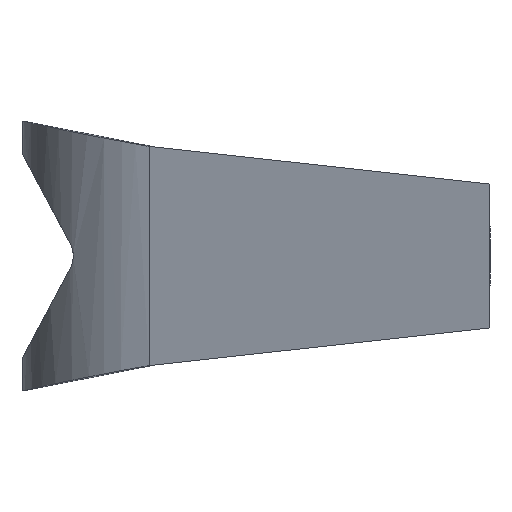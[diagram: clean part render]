
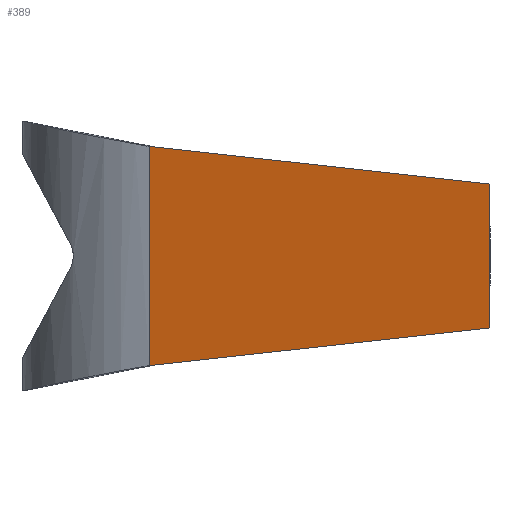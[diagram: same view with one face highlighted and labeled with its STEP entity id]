
A CAD part, left-side view. The second image highlights one B-rep face of the part: STEP entity #389.
In plain terms, the highlighted planar face has unit normal (-0.956, 0.294, 0).
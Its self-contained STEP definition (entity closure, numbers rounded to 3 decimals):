
#13 = ORIENTED_EDGE ( 'NONE', *, *, #952, .F. ) ;
#140 = EDGE_CURVE ( 'NONE', #1004, #901, #832, .T. ) ;
#147 = CARTESIAN_POINT ( 'NONE',  ( -164.173, 18.94, 6.089 ) ) ;
#216 = EDGE_CURVE ( 'NONE', #1004, #1001, #1055, .T. ) ;
#223 = PLANE ( 'NONE',  #908 ) ;
#315 = LINE ( 'NONE', #1039, #579 ) ;
#349 = CARTESIAN_POINT ( 'NONE',  ( -164.173, 18.94, 7.5 ) ) ;
#364 =( BOUNDED_CURVE ( )  B_SPLINE_CURVE ( 3, ( #532, #688, #885, #976 ),
 .UNSPECIFIED., .F., .T. ) 
 B_SPLINE_CURVE_WITH_KNOTS ( ( 4, 4 ),
 ( 4.759, 4.886 ),
 .UNSPECIFIED. ) 
 CURVE ( )  GEOMETRIC_REPRESENTATION_ITEM ( )  RATIONAL_B_SPLINE_CURVE ( ( 1., 0.999, 0.999, 1. ) ) 
 REPRESENTATION_ITEM ( '' )  );
#389 = ADVANCED_FACE ( 'NONE', ( #793 ), #223, .F. ) ;
#458 = CARTESIAN_POINT ( 'NONE',  ( -170., 0., -4. ) ) ;
#474 = ORIENTED_EDGE ( 'NONE', *, *, #216, .F. ) ;
#481 = VERTEX_POINT ( 'NONE', #458 ) ;
#532 = CARTESIAN_POINT ( 'NONE',  ( -170., 0., -4. ) ) ;
#579 = VECTOR ( 'NONE', #835, 1000. ) ;
#592 = DIRECTION ( 'NONE',  ( 0.956, -0.294, 0. ) ) ;
#688 = CARTESIAN_POINT ( 'NONE',  ( -168.045, 6.353, -4.294 ) ) ;
#781 = VECTOR ( 'NONE', #931, 1000. ) ;
#782 = CARTESIAN_POINT ( 'NONE',  ( -166.101, 12.675, 4.992 ) ) ;
#793 = FACE_OUTER_BOUND ( 'NONE', #802, .T. ) ;
#802 = EDGE_LOOP ( 'NONE', ( #1157, #13, #474, #805 ) ) ;
#805 = ORIENTED_EDGE ( 'NONE', *, *, #140, .T. ) ;
#832 = LINE ( 'NONE', #1037, #781 ) ;
#835 = DIRECTION ( 'NONE',  ( 0., 0., -1. ) ) ;
#847 = CARTESIAN_POINT ( 'NONE',  ( -164.173, 18.94, 6.089 ) ) ;
#868 = CARTESIAN_POINT ( 'NONE',  ( -168.045, 6.353, 4.294 ) ) ;
#885 = CARTESIAN_POINT ( 'NONE',  ( -166.101, 12.675, -4.992 ) ) ;
#901 = VERTEX_POINT ( 'NONE', #1110 ) ;
#908 = AXIS2_PLACEMENT_3D ( 'NONE', #349, #592, #1077 ) ;
#931 = DIRECTION ( 'NONE',  ( 0., 0., -1. ) ) ;
#952 = EDGE_CURVE ( 'NONE', #1001, #481, #315, .T. ) ;
#976 = CARTESIAN_POINT ( 'NONE',  ( -164.173, 18.94, -6.089 ) ) ;
#1001 = VERTEX_POINT ( 'NONE', #1032 ) ;
#1004 = VERTEX_POINT ( 'NONE', #847 ) ;
#1032 = CARTESIAN_POINT ( 'NONE',  ( -170., 0., 4. ) ) ;
#1037 = CARTESIAN_POINT ( 'NONE',  ( -164.173, 18.94, 7.5 ) ) ;
#1039 = CARTESIAN_POINT ( 'NONE',  ( -170., 0., 7.5 ) ) ;
#1055 =( BOUNDED_CURVE ( )  B_SPLINE_CURVE ( 3, ( #147, #782, #868, #1147 ),
 .UNSPECIFIED., .F., .T. ) 
 B_SPLINE_CURVE_WITH_KNOTS ( ( 4, 4 ),
 ( 1.397, 1.524 ),
 .UNSPECIFIED. ) 
 CURVE ( )  GEOMETRIC_REPRESENTATION_ITEM ( )  RATIONAL_B_SPLINE_CURVE ( ( 1., 0.999, 0.999, 1. ) ) 
 REPRESENTATION_ITEM ( '' )  );
#1077 = DIRECTION ( 'NONE',  ( 0.294, 0.956, 0. ) ) ;
#1096 = EDGE_CURVE ( 'NONE', #481, #901, #364, .T. ) ;
#1110 = CARTESIAN_POINT ( 'NONE',  ( -164.173, 18.94, -6.089 ) ) ;
#1147 = CARTESIAN_POINT ( 'NONE',  ( -170., 0., 4. ) ) ;
#1157 = ORIENTED_EDGE ( 'NONE', *, *, #1096, .F. ) ;
